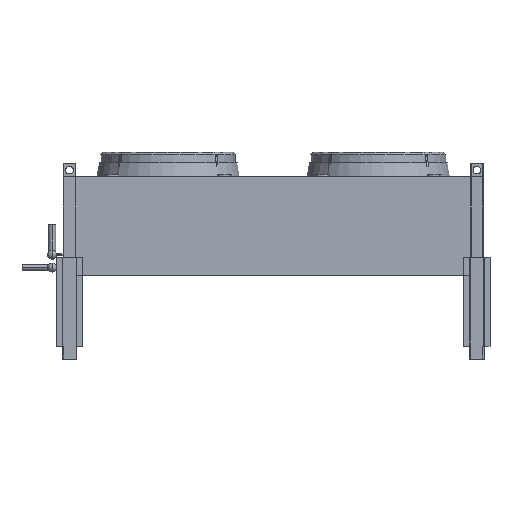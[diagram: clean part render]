
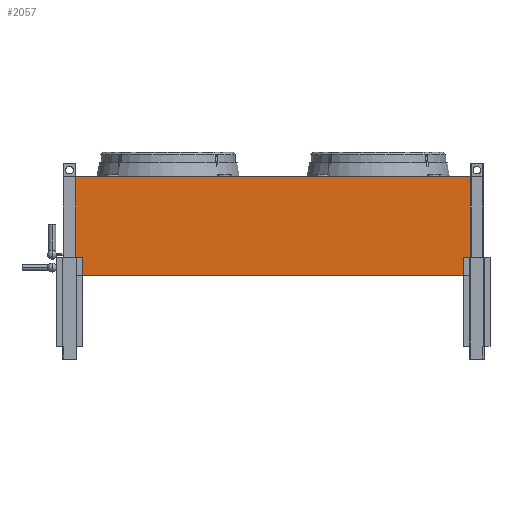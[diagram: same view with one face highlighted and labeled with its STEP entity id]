
A CAD part, front view. The second image highlights one B-rep face of the part: STEP entity #2057.
In plain terms, the highlighted planar face has unit normal (0, -1, 0).
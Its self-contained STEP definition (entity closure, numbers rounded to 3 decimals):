
#2057=ADVANCED_FACE('',(#4294),#4295,.F.);
#4294=FACE_OUTER_BOUND('',#6563,.T.);
#4295=PLANE('',#6564);
#6563=EDGE_LOOP('',(#13181,#13182,#13183,#13184));
#6564=AXIS2_PLACEMENT_3D('',#13185,#13186,#13187);
#13181=ORIENTED_EDGE('',*,*,#15936,.T.);
#13182=ORIENTED_EDGE('',*,*,#15937,.F.);
#13183=ORIENTED_EDGE('',*,*,#15863,.F.);
#13184=ORIENTED_EDGE('',*,*,#15934,.F.);
#13185=CARTESIAN_POINT('',(1041.4,-514.35,244.475));
#13186=DIRECTION('',(0.0,1.0,0.0));
#13187=DIRECTION('',(0.0,0.0,1.0));
#15863=EDGE_CURVE('',#19845,#19846,#19847,.T.);
#15934=EDGE_CURVE('',#19920,#19845,#19922,.T.);
#15936=EDGE_CURVE('',#19920,#19924,#19925,.T.);
#15937=EDGE_CURVE('',#19846,#19924,#19926,.T.);
#19845=VERTEX_POINT('',#28464);
#19846=VERTEX_POINT('',#28465);
#19847=LINE('',#28466,#28467);
#19920=VERTEX_POINT('',#28544);
#19922=LINE('',#28547,#28548);
#19924=VERTEX_POINT('',#28550);
#19925=LINE('',#28551,#28552);
#19926=LINE('',#28553,#28554);
#28464=CARTESIAN_POINT('',(2082.8,-514.35,488.95));
#28465=CARTESIAN_POINT('',(2082.8,-514.35,0.0));
#28466=CARTESIAN_POINT('',(2082.8,-514.35,244.475));
#28467=VECTOR('',#31515,25.4);
#28544=CARTESIAN_POINT('',(0.0,-514.35,488.95));
#28547=CARTESIAN_POINT('',(1041.4,-514.35,488.95));
#28548=VECTOR('',#31617,25.4);
#28550=CARTESIAN_POINT('',(0.0,-514.35,0.0));
#28551=CARTESIAN_POINT('',(0.0,-514.35,244.475));
#28552=VECTOR('',#31618,25.4);
#28553=CARTESIAN_POINT('',(1041.4,-514.35,0.0));
#28554=VECTOR('',#31619,25.4);
#31515=DIRECTION('',(0.0,0.0,-1.0));
#31617=DIRECTION('',(1.0,0.0,0.0));
#31618=DIRECTION('',(0.0,0.0,-1.0));
#31619=DIRECTION('',(-1.0,0.0,0.0));
